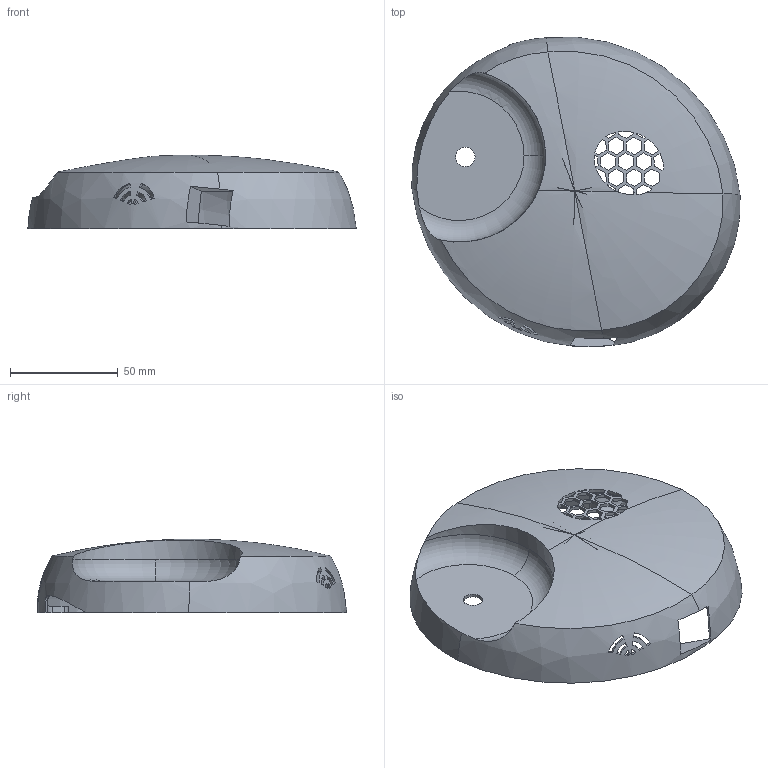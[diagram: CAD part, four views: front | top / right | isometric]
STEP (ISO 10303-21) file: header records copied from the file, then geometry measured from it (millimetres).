
FILE_DESCRIPTION (( 'STEP AP214' ), '1' );
FILE_NAME ('hexagonal_base_v7_upper.STEP', '2019-10-22T11:55:48', ( '' ), ( '' ), 'SwSTEP 2.0', 'SolidWorks 2017', '' );
FILE_SCHEMA (( 'AUTOMOTIVE_DESIGN' ));
Length unit declared in the file: millimetre
Products named in the file (1): hexagonal_base_v7_upper
Bounding box: 152 x 143.29 x 34.06 mm (x, y, z)
Volume: 39892.9 mm3; surface area: 53931.6 mm2
Topology: 1 solids, 1 shells, 210 faces, 628 edges, 410 vertices
Faces by surface type: plane 129, cylinder 49, bspline 27, torus 5
Entity records: 15339 total; most frequent: CARTESIAN_POINT 10314, ORIENTED_EDGE 1240, DIRECTION 657, EDGE_CURVE 620, VERTEX_POINT 410, B_SPLINE_CURVE_WITH_KNOTS 385, EDGE_LOOP 262, AXIS2_PLACEMENT_3D 238
